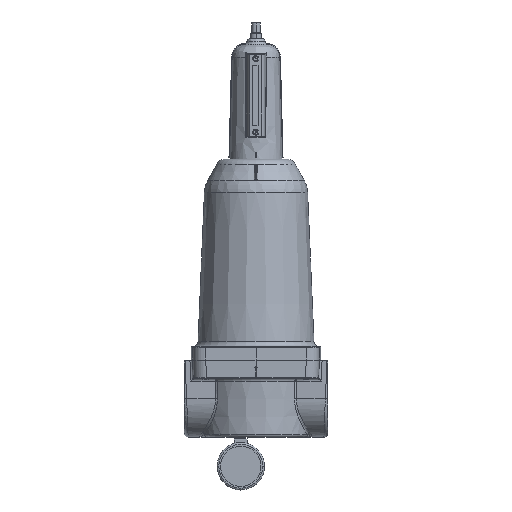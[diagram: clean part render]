
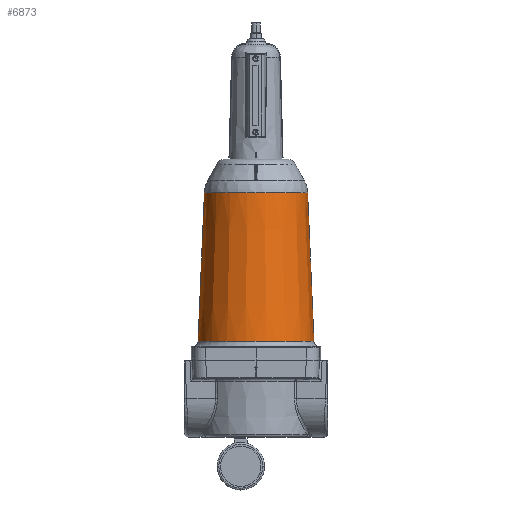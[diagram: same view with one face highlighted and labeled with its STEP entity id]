
A CAD part, front view. The second image highlights one B-rep face of the part: STEP entity #6873.
In plain terms, the highlighted conical face has half-angle 2.45 degrees and reference radius 57.292 mm.
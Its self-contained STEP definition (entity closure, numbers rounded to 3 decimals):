
#106 = CARTESIAN_POINT ( 'NONE',  ( 0., -76.685, -57.589 ) ) ;
#3106 = CONICAL_SURFACE ( 'NONE', #45210, 57.292, 0.043 ) ;
#3131 = AXIS2_PLACEMENT_3D ( 'NONE', #41032, #45166, #25531 ) ;
#6057 = LINE ( 'NONE', #16923, #43931 ) ;
#6736 = CARTESIAN_POINT ( 'NONE',  ( 0., -83.622, -57.292 ) ) ;
#6873 = ADVANCED_FACE ( 'NONE', ( #11153 ), #3106, .T. ) ;
#7256 = AXIS2_PLACEMENT_3D ( 'NONE', #31739, #27234, #19288 ) ;
#9263 = DIRECTION ( 'NONE',  ( 0., 0., 1. ) ) ;
#9271 = CARTESIAN_POINT ( 'NONE',  ( 0., -76.685, 57.589 ) ) ;
#9521 = CARTESIAN_POINT ( 'NONE',  ( 0., 89.434, -64.697 ) ) ;
#11153 = FACE_OUTER_BOUND ( 'NONE', #16813, .T. ) ;
#12422 = VECTOR ( 'NONE', #22651, 1000. ) ;
#13517 = CIRCLE ( 'NONE', #7256, 64.697 ) ;
#16813 = EDGE_LOOP ( 'NONE', ( #34705, #45244, #19986, #43467 ) ) ;
#16923 = CARTESIAN_POINT ( 'NONE',  ( 0., -83.622, 57.292 ) ) ;
#17432 = EDGE_CURVE ( 'NONE', #27759, #47483, #40944, .T. ) ;
#17771 = EDGE_CURVE ( 'NONE', #24708, #27759, #27206, .T. ) ;
#19288 = DIRECTION ( 'NONE',  ( 0., 0., -1. ) ) ;
#19986 = ORIENTED_EDGE ( 'NONE', *, *, #30437, .T. ) ;
#22651 = DIRECTION ( 'NONE',  ( 0., 0.999, -0.043 ) ) ;
#24708 = VERTEX_POINT ( 'NONE', #9271 ) ;
#25531 = DIRECTION ( 'NONE',  ( 0., 0., -1. ) ) ;
#27206 = CIRCLE ( 'NONE', #3131, 57.589 ) ;
#27234 = DIRECTION ( 'NONE',  ( 0., -1., 0. ) ) ;
#27759 = VERTEX_POINT ( 'NONE', #106 ) ;
#28633 = CARTESIAN_POINT ( 'NONE',  ( 0., -83.622, 0. ) ) ;
#30437 = EDGE_CURVE ( 'NONE', #47483, #47572, #13517, .T. ) ;
#31739 = CARTESIAN_POINT ( 'NONE',  ( 0., 89.434, 0. ) ) ;
#34634 = EDGE_CURVE ( 'NONE', #24708, #47572, #6057, .T. ) ;
#34705 = ORIENTED_EDGE ( 'NONE', *, *, #17771, .T. ) ;
#40944 = LINE ( 'NONE', #6736, #12422 ) ;
#41032 = CARTESIAN_POINT ( 'NONE',  ( 0., -76.685, 0. ) ) ;
#43467 = ORIENTED_EDGE ( 'NONE', *, *, #34634, .F. ) ;
#43931 = VECTOR ( 'NONE', #48302, 1000. ) ;
#45166 = DIRECTION ( 'NONE',  ( 0., 1., 0. ) ) ;
#45210 = AXIS2_PLACEMENT_3D ( 'NONE', #28633, #48780, #9263 ) ;
#45244 = ORIENTED_EDGE ( 'NONE', *, *, #17432, .T. ) ;
#47483 = VERTEX_POINT ( 'NONE', #9521 ) ;
#47572 = VERTEX_POINT ( 'NONE', #49037 ) ;
#48302 = DIRECTION ( 'NONE',  ( 0., 0.999, 0.043 ) ) ;
#48780 = DIRECTION ( 'NONE',  ( 0., 1., 0. ) ) ;
#49037 = CARTESIAN_POINT ( 'NONE',  ( 0., 89.434, 64.697 ) ) ;
